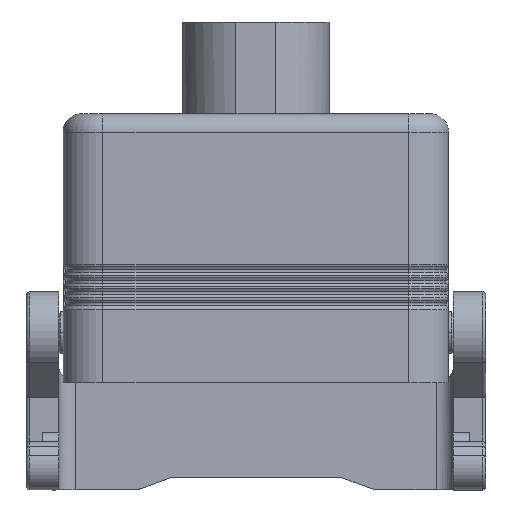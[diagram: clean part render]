
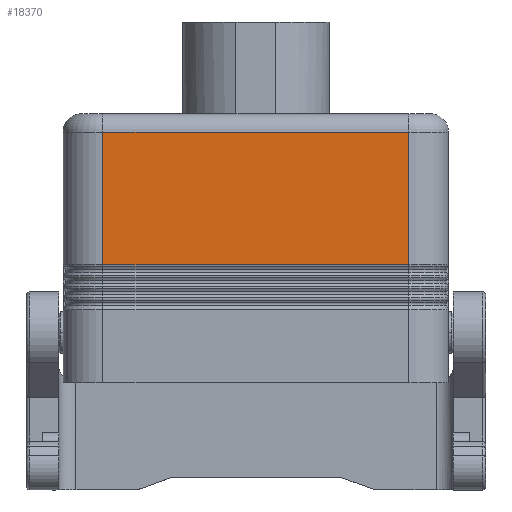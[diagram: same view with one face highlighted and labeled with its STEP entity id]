
A CAD part, left-side view. The second image highlights one B-rep face of the part: STEP entity #18370.
In plain terms, the highlighted planar face has unit normal (-1, 0, 0).
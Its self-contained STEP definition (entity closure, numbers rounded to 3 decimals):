
#17980=CARTESIAN_POINT('',(-11.8,-52.25,0.));
#17990=DIRECTION('',(-1.,0.,0.));
#18000=DIRECTION('',(0.,1.,0.));
#18010=AXIS2_PLACEMENT_3D('',#17980,#17990,#18000);
#18020=PLANE('',#18010);
#18030=CARTESIAN_POINT('',(-11.8,4.25,0.));
#18040=DIRECTION('',(0.,0.,1.));
#18050=VECTOR('',#18040,1.);
#18060=LINE('',#18030,#18050);
#18070=CARTESIAN_POINT('',(-11.8,4.25,19.33));
#18080=VERTEX_POINT('',#18070);
#18090=CARTESIAN_POINT('',(-11.8,4.25,41.));
#18100=VERTEX_POINT('',#18090);
#18110=EDGE_CURVE('',#18080,#18100,#18060,.T.);
#18120=ORIENTED_EDGE('',*,*,#18110,.F.);
#18130=CARTESIAN_POINT('',(-11.8,0.,41.));
#18140=DIRECTION('',(0.,1.,0.));
#18150=VECTOR('',#18140,1.);
#18160=LINE('',#18130,#18150);
#18170=CARTESIAN_POINT('',(-11.8,-45.75,41.));
#18180=VERTEX_POINT('',#18170);
#18190=EDGE_CURVE('',#18180,#18100,#18160,.T.);
#18200=ORIENTED_EDGE('',*,*,#18190,.T.);
#18210=CARTESIAN_POINT('',(-11.8,-45.75,0.));
#18220=DIRECTION('',(0.,0.,1.));
#18230=VECTOR('',#18220,1.);
#18240=LINE('',#18210,#18230);
#18250=CARTESIAN_POINT('',(-11.8,-45.75,19.33));
#18260=VERTEX_POINT('',#18250);
#18270=EDGE_CURVE('',#18260,#18180,#18240,.T.);
#18280=ORIENTED_EDGE('',*,*,#18270,.T.);
#18290=CARTESIAN_POINT('',(-11.8,-45.75,19.33));
#18300=DIRECTION('',(0.,1.,0.));
#18310=VECTOR('',#18300,1.);
#18320=LINE('',#18290,#18310);
#18330=EDGE_CURVE('',#18260,#18080,#18320,.T.);
#18340=ORIENTED_EDGE('',*,*,#18330,.F.);
#18350=EDGE_LOOP('',(#18340,#18280,#18200,#18120));
#18360=FACE_OUTER_BOUND('',#18350,.T.);
#18370=ADVANCED_FACE('',(#18360),#18020,.T.);
